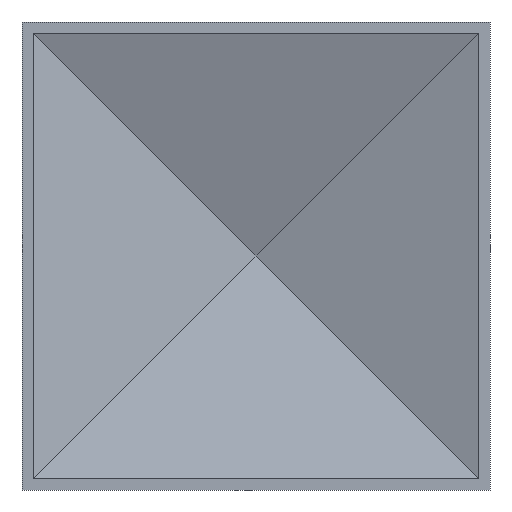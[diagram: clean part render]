
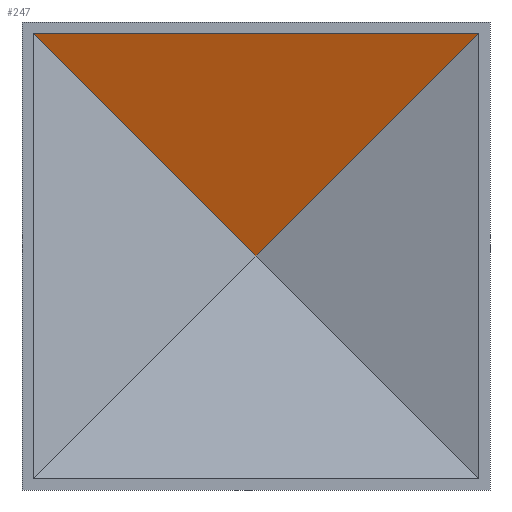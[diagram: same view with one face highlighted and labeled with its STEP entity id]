
A CAD part, front view. The second image highlights one B-rep face of the part: STEP entity #247.
In plain terms, the highlighted planar face has unit normal (0, -0.942, -0.336).
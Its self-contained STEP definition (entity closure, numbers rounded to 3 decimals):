
#17=FACE_OUTER_BOUND('',#34,.T.);
#34=EDGE_LOOP('',(#168,#169,#170));
#52=LINE('',#377,#84);
#54=LINE('',#381,#86);
#55=LINE('',#382,#87);
#84=VECTOR('',#308,10.);
#86=VECTOR('',#312,10.);
#87=VECTOR('',#313,10.);
#115=VERTEX_POINT('',#373);
#117=VERTEX_POINT('',#376);
#118=VERTEX_POINT('',#380);
#134=EDGE_CURVE('',#115,#117,#52,.F.);
#136=EDGE_CURVE('',#118,#115,#54,.F.);
#137=EDGE_CURVE('',#118,#117,#55,.F.);
#168=ORIENTED_EDGE('',*,*,#136,.F.);
#169=ORIENTED_EDGE('',*,*,#137,.T.);
#170=ORIENTED_EDGE('',*,*,#134,.F.);
#230=PLANE('',#287);
#247=ADVANCED_FACE('',(#17),#230,.T.);
#287=AXIS2_PLACEMENT_3D('',#379,#310,#311);
#308=DIRECTION('',(0.686,-0.245,0.686));
#310=DIRECTION('center_axis',(0.,-0.942,-0.336));
#311=DIRECTION('ref_axis',(0.,0.336,-0.942));
#312=DIRECTION('',(-1.,0.,0.));
#313=DIRECTION('',(-0.686,-0.245,0.686));
#373=CARTESIAN_POINT('',(20.,4.795,20.));
#376=CARTESIAN_POINT('',(0.,11.938,0.));
#377=CARTESIAN_POINT('',(10.951,8.027,10.951));
#379=CARTESIAN_POINT('Origin',(21.,4.558,20.664));
#380=CARTESIAN_POINT('',(-20.,4.795,20.));
#381=CARTESIAN_POINT('',(0.,4.795,20.));
#382=CARTESIAN_POINT('',(-10.951,8.027,10.951));
